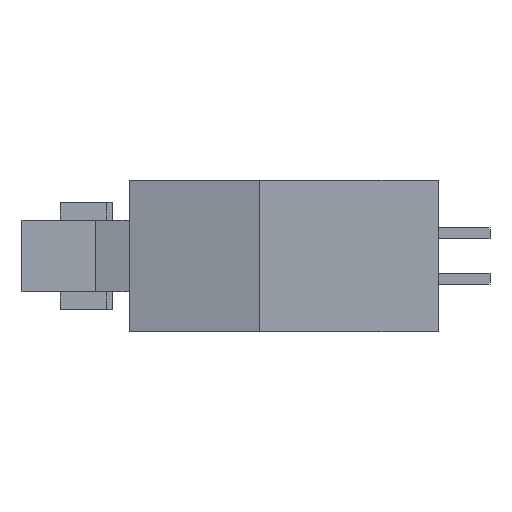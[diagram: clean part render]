
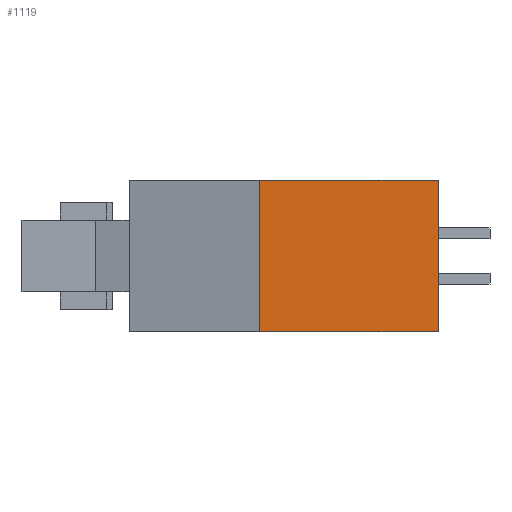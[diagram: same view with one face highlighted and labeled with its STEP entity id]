
A CAD part, left-side view. The second image highlights one B-rep face of the part: STEP entity #1119.
In plain terms, the highlighted planar face has unit normal (-1, 0, 0).
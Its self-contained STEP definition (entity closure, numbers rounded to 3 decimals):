
#1119=ADVANCED_FACE('',(#1659),#1391,.T.);
#1391=PLANE('',#6194);
#1659=FACE_OUTER_BOUND('',#1925,.T.);
#1925=EDGE_LOOP('',(#2869,#2870,#2871,#2872));
#2869=ORIENTED_EDGE('',*,*,#4404,.T.);
#2870=ORIENTED_EDGE('',*,*,#4405,.T.);
#2871=ORIENTED_EDGE('',*,*,#4406,.T.);
#2872=ORIENTED_EDGE('',*,*,#4401,.F.);
#3775=VERTEX_POINT('',#8567);
#3776=VERTEX_POINT('',#8569);
#3778=VERTEX_POINT('',#8575);
#3779=VERTEX_POINT('',#8577);
#4401=EDGE_CURVE('',#3775,#3776,#5098,.T.);
#4404=EDGE_CURVE('',#3775,#3778,#5101,.T.);
#4405=EDGE_CURVE('',#3778,#3779,#5102,.T.);
#4406=EDGE_CURVE('',#3779,#3776,#5103,.T.);
#5098=LINE('',#8568,#5787);
#5101=LINE('',#8574,#5790);
#5102=LINE('',#8576,#5791);
#5103=LINE('',#8578,#5792);
#5787=VECTOR('',#7177,1.);
#5790=VECTOR('',#7182,1.);
#5791=VECTOR('',#7183,1.);
#5792=VECTOR('',#7184,1.);
#6194=AXIS2_PLACEMENT_3D('',#8579,#7185,#7186);
#7177=DIRECTION('',(0.,0.,1.));
#7182=DIRECTION('',(0.,-1.,0.));
#7183=DIRECTION('',(0.,0.,1.));
#7184=DIRECTION('',(0.,1.,0.));
#7185=DIRECTION('',(-1.,0.,0.));
#7186=DIRECTION('',(0.,-1.,0.));
#8567=CARTESIAN_POINT('',(-31.573,12.59,0.));
#8568=CARTESIAN_POINT('',(-31.573,12.59,0.));
#8569=CARTESIAN_POINT('',(-31.573,12.59,8.5));
#8574=CARTESIAN_POINT('',(-31.573,12.59,0.));
#8575=CARTESIAN_POINT('',(-31.573,2.59,0.));
#8576=CARTESIAN_POINT('',(-31.573,2.59,0.));
#8577=CARTESIAN_POINT('',(-31.573,2.59,8.5));
#8578=CARTESIAN_POINT('',(-31.573,2.59,8.5));
#8579=CARTESIAN_POINT('',(-31.573,12.59,0.));
